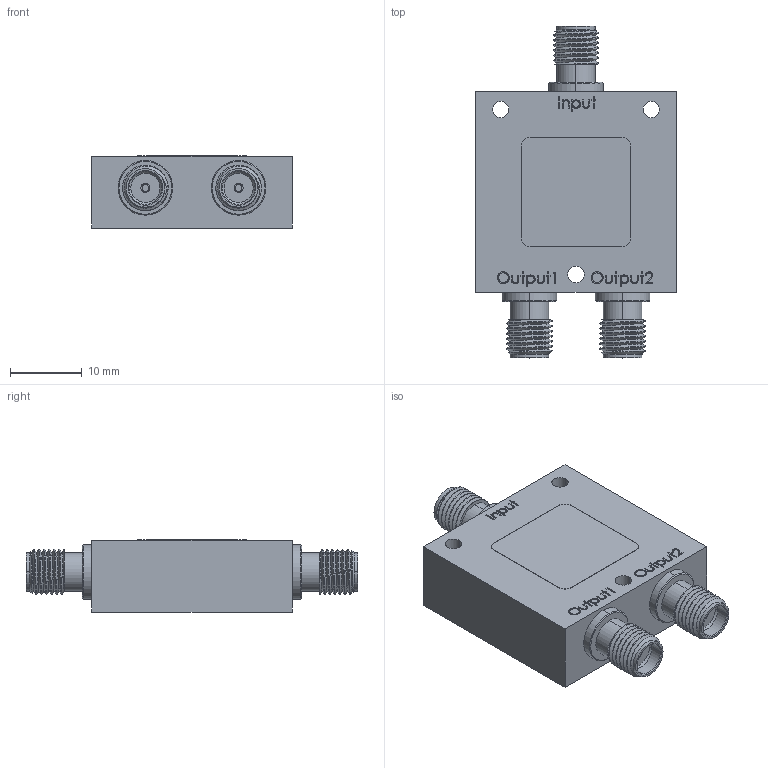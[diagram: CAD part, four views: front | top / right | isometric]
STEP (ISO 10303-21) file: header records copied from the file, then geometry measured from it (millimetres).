
FILE_DESCRIPTION (( 'STEP AP214' ), '1' );
FILE_NAME ('PE20DV1045-FMDV1045.step', '2020-05-18T18:48:47', ( '' ), ( '' ), 'SwSTEP 2.0', 'SolidWorks 2018', '' );
FILE_SCHEMA (( 'AUTOMOTIVE_DESIGN' ));
Length unit declared in the file: inch
Products named in the file (1): PE20DV1045-FMDV1045
Bounding box: 28 x 46.29 x 10.05 mm (x, y, z)
Volume: 8403.8 mm3; surface area: 3720.5 mm2
Topology: 1 solids, 1 shells, 385 faces, 996 edges, 656 vertices
Faces by surface type: plane 182, bspline 91, cylinder 85, cone 27
Entity records: 20467 total; most frequent: CARTESIAN_POINT 11801, ORIENTED_EDGE 1992, DIRECTION 1424, EDGE_CURVE 996, VERTEX_POINT 656, VECTOR 602, LINE 602, EDGE_LOOP 434
